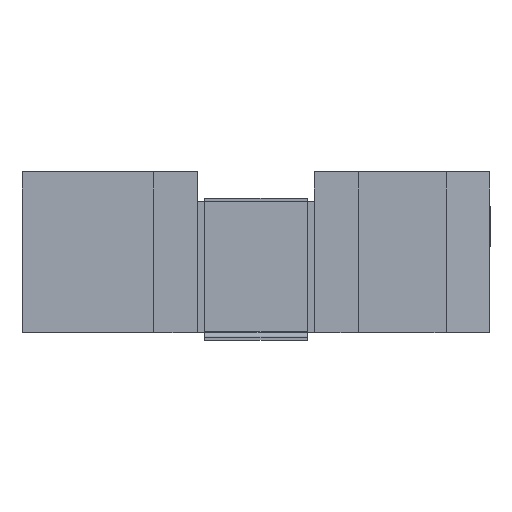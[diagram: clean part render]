
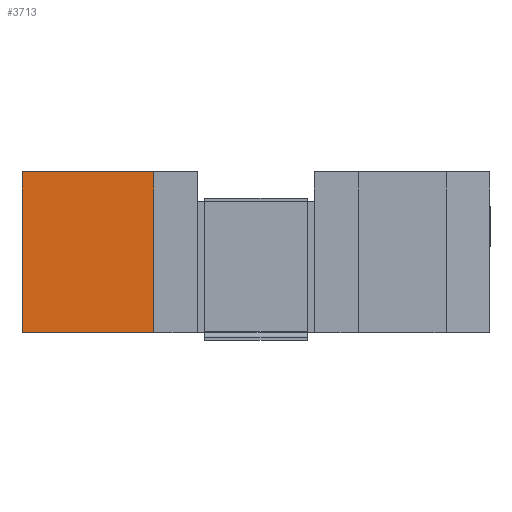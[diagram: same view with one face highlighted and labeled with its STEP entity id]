
A CAD part, left-side view. The second image highlights one B-rep face of the part: STEP entity #3713.
In plain terms, the highlighted planar face has unit normal (-1, 0, 0).
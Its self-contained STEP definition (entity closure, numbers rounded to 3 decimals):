
#121 = ORIENTED_EDGE ( 'NONE', *, *, #18399, .F. ) ;
#1384 = EDGE_LOOP ( 'NONE', ( #12748, #121, #17454, #15255 ) ) ;
#1781 = VERTEX_POINT ( 'NONE', #9813 ) ;
#2936 = VERTEX_POINT ( 'NONE', #14687 ) ;
#3096 = DIRECTION ( 'NONE',  ( 0., 0., 1. ) ) ;
#3236 = DIRECTION ( 'NONE',  ( 0., 0., -1. ) ) ;
#3511 = VECTOR ( 'NONE', #16880, 1000. ) ;
#3713 = ADVANCED_FACE ( 'NONE', ( #6099 ), #12081, .F. ) ;
#4034 = EDGE_CURVE ( 'NONE', #14553, #1781, #13537, .T. ) ;
#4445 = CARTESIAN_POINT ( 'NONE',  ( -11., 3.5, 5.5 ) ) ;
#5827 = VERTEX_POINT ( 'NONE', #9239 ) ;
#6099 = FACE_OUTER_BOUND ( 'NONE', #1384, .T. ) ;
#6199 = DIRECTION ( 'NONE',  ( 1., 0., 0. ) ) ;
#6473 = VECTOR ( 'NONE', #12618, 1000. ) ;
#6617 = EDGE_CURVE ( 'NONE', #5827, #14553, #6736, .T. ) ;
#6641 = CARTESIAN_POINT ( 'NONE',  ( -11., 3.5, 0. ) ) ;
#6736 = LINE ( 'NONE', #6641, #6473 ) ;
#7836 = CARTESIAN_POINT ( 'NONE',  ( -11., 8., 0. ) ) ;
#8452 = VECTOR ( 'NONE', #8950, 1000. ) ;
#8950 = DIRECTION ( 'NONE',  ( 0., 1., 0. ) ) ;
#9239 = CARTESIAN_POINT ( 'NONE',  ( -11., 3.5, 0. ) ) ;
#9813 = CARTESIAN_POINT ( 'NONE',  ( -11., 8., 5.5 ) ) ;
#10403 = AXIS2_PLACEMENT_3D ( 'NONE', #18278, #6199, #3236 ) ;
#12081 = PLANE ( 'NONE',  #10403 ) ;
#12618 = DIRECTION ( 'NONE',  ( 0., 0., 1. ) ) ;
#12678 = EDGE_CURVE ( 'NONE', #5827, #2936, #12895, .T. ) ;
#12748 = ORIENTED_EDGE ( 'NONE', *, *, #4034, .T. ) ;
#12861 = VECTOR ( 'NONE', #3096, 1000. ) ;
#12895 = LINE ( 'NONE', #18880, #8452 ) ;
#13537 = LINE ( 'NONE', #13924, #3511 ) ;
#13924 = CARTESIAN_POINT ( 'NONE',  ( -11., 8., 5.5 ) ) ;
#14553 = VERTEX_POINT ( 'NONE', #4445 ) ;
#14687 = CARTESIAN_POINT ( 'NONE',  ( -11., 8., 0. ) ) ;
#15255 = ORIENTED_EDGE ( 'NONE', *, *, #6617, .T. ) ;
#16880 = DIRECTION ( 'NONE',  ( 0., 1., 0. ) ) ;
#17454 = ORIENTED_EDGE ( 'NONE', *, *, #12678, .F. ) ;
#18236 = LINE ( 'NONE', #7836, #12861 ) ;
#18278 = CARTESIAN_POINT ( 'NONE',  ( -11., 8., 0. ) ) ;
#18399 = EDGE_CURVE ( 'NONE', #2936, #1781, #18236, .T. ) ;
#18880 = CARTESIAN_POINT ( 'NONE',  ( -11., 8., 0. ) ) ;
